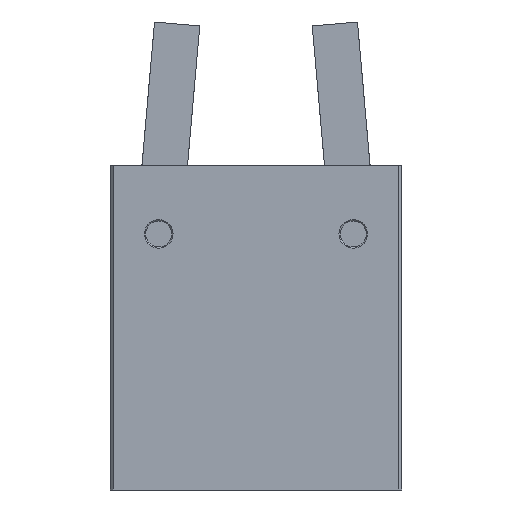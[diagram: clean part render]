
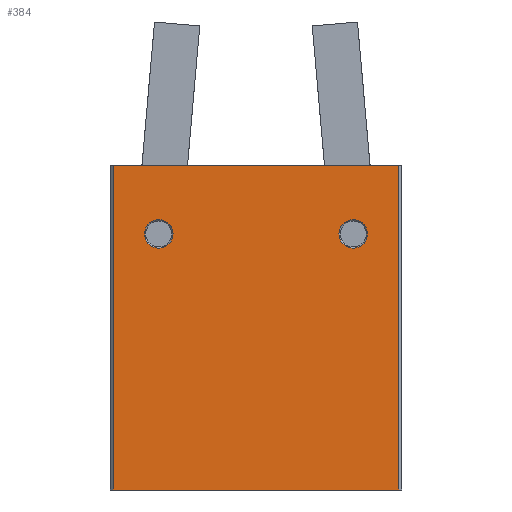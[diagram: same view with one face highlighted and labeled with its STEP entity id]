
A CAD part, left-side view. The second image highlights one B-rep face of the part: STEP entity #384.
In plain terms, the highlighted face is planar.
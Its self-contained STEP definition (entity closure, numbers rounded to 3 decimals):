
#384 = ADVANCED_FACE( '', ( #808, #809, #810 ), #811, .F. );
#808 = FACE_BOUND( '', #1240, .T. );
#809 = FACE_BOUND( '', #1241, .T. );
#810 = FACE_OUTER_BOUND( '', #1242, .T. );
#811 = PLANE( '', #1243 );
#1240 = EDGE_LOOP( '', ( #2128 ) );
#1241 = EDGE_LOOP( '', ( #2129 ) );
#1242 = EDGE_LOOP( '', ( #2130, #2131, #2132, #2133 ) );
#1243 = AXIS2_PLACEMENT_3D( '', #2134, #2135, #2136 );
#2128 = ORIENTED_EDGE( '', *, *, #2587, .F. );
#2129 = ORIENTED_EDGE( '', *, *, #2639, .F. );
#2130 = ORIENTED_EDGE( '', *, *, #2533, .T. );
#2131 = ORIENTED_EDGE( '', *, *, #2324, .F. );
#2132 = ORIENTED_EDGE( '', *, *, #2470, .F. );
#2133 = ORIENTED_EDGE( '', *, *, #2585, .T. );
#2134 = CARTESIAN_POINT( '', ( 50., 22., 13. ) );
#2135 = DIRECTION( '', ( 0., 0., -1. ) );
#2136 = DIRECTION( '', ( -1., 0., 0. ) );
#2324 = EDGE_CURVE( '', #2719, #2714, #2721, .T. );
#2470 = EDGE_CURVE( '', #2965, #2719, #2966, .T. );
#2533 = EDGE_CURVE( '', #3055, #2714, #3056, .T. );
#2585 = EDGE_CURVE( '', #2965, #3055, #3125, .T. );
#2587 = EDGE_CURVE( '', #3127, #3127, #3128, .T. );
#2639 = EDGE_CURVE( '', #3190, #3190, #3191, .T. );
#2714 = VERTEX_POINT( '', #3280 );
#2719 = VERTEX_POINT( '', #3287 );
#2721 = LINE( '', #3290, #3291 );
#2965 = VERTEX_POINT( '', #3634 );
#2966 = LINE( '', #3635, #3636 );
#3055 = VERTEX_POINT( '', #3780 );
#3056 = LINE( '', #3781, #3782 );
#3125 = LINE( '', #3868, #3869 );
#3127 = VERTEX_POINT( '', #3871 );
#3128 = CIRCLE( '', #3872, 2.2 );
#3190 = VERTEX_POINT( '', #3951 );
#3191 = CIRCLE( '', #3952, 2.2 );
#3280 = CARTESIAN_POINT( '', ( 0., -22., 13. ) );
#3287 = CARTESIAN_POINT( '', ( 50., -22., 13. ) );
#3290 = CARTESIAN_POINT( '', ( 50., -22., 13. ) );
#3291 = VECTOR( '', #4028, 1000. );
#3634 = CARTESIAN_POINT( '', ( 50., 22., 13. ) );
#3635 = CARTESIAN_POINT( '', ( 50., 22., 13. ) );
#3636 = VECTOR( '', #4205, 1000. );
#3780 = CARTESIAN_POINT( '', ( 0., 22., 13. ) );
#3781 = CARTESIAN_POINT( '', ( 0., 22., 13. ) );
#3782 = VECTOR( '', #4278, 1000. );
#3868 = CARTESIAN_POINT( '', ( 50., 22., 13. ) );
#3869 = VECTOR( '', #4338, 1000. );
#3871 = CARTESIAN_POINT( '', ( 12.7, -15., 13. ) );
#3872 = AXIS2_PLACEMENT_3D( '', #4339, #4340, #4341 );
#3951 = CARTESIAN_POINT( '', ( 12.7, 15., 13. ) );
#3952 = AXIS2_PLACEMENT_3D( '', #4392, #4393, #4394 );
#4028 = DIRECTION( '', ( -1., 0., 0. ) );
#4205 = DIRECTION( '', ( 0., -1., 0. ) );
#4278 = DIRECTION( '', ( 0., -1., 0. ) );
#4338 = DIRECTION( '', ( -1., 0., 0. ) );
#4339 = CARTESIAN_POINT( '', ( 10.5, -15., 13. ) );
#4340 = DIRECTION( '', ( 0., 0., 1. ) );
#4341 = DIRECTION( '', ( 1., 0., 0. ) );
#4392 = CARTESIAN_POINT( '', ( 10.5, 15., 13. ) );
#4393 = DIRECTION( '', ( 0., 0., 1. ) );
#4394 = DIRECTION( '', ( 1., 0., 0. ) );
